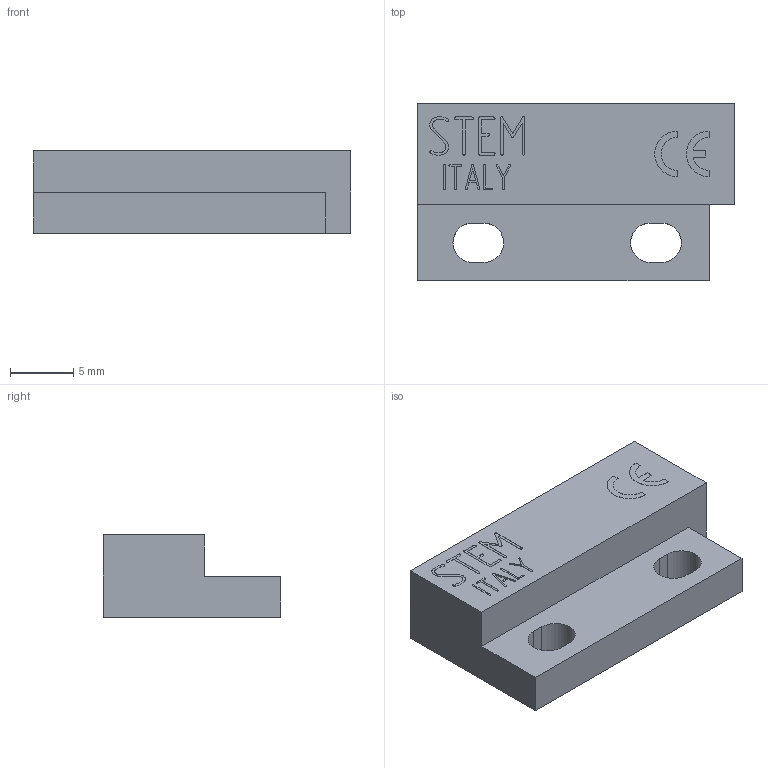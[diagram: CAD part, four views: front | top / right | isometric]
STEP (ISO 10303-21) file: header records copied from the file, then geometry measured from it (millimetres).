
FILE_DESCRIPTION (( 'STEP AP214' ), '1' );
FILE_NAME ('M305.STEP', '2019-11-21T10:17:11', ( '' ), ( '' ), 'SwSTEP 2.0', 'SolidWorks 2019', '' );
FILE_SCHEMA (( 'AUTOMOTIVE_DESIGN' ));
Length unit declared in the file: millimetre
Products named in the file (1): M305
Bounding box: 25 x 14 x 6.5 mm (x, y, z)
Volume: 1675.3 mm3; surface area: 1176.9 mm2
Topology: 1 solids, 1 shells, 170 faces, 468 edges, 312 vertices
Faces by surface type: plane 86, bspline 53, cylinder 31
Entity records: 5674 total; most frequent: CARTESIAN_POINT 1602, ORIENTED_EDGE 936, DIRECTION 659, EDGE_CURVE 468, VERTEX_POINT 312, VECTOR 299, LINE 299, EDGE_LOOP 186
